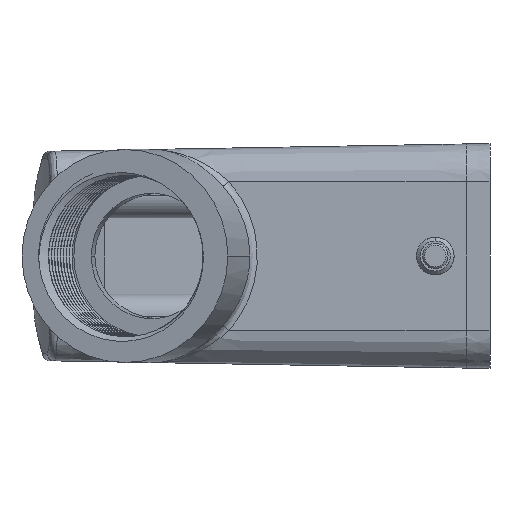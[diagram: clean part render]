
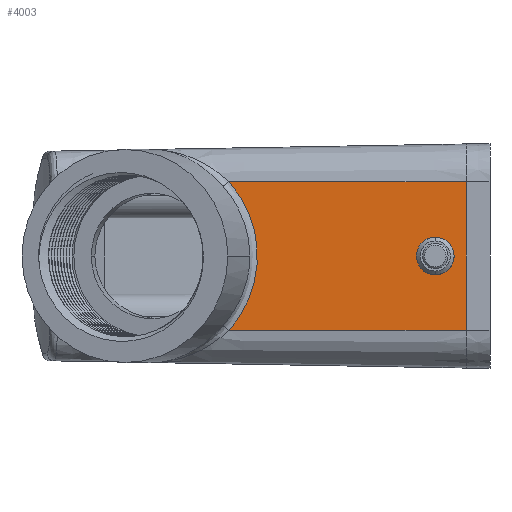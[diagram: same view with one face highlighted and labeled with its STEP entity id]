
A CAD part, left-side view. The second image highlights one B-rep face of the part: STEP entity #4003.
In plain terms, the highlighted planar face has unit normal (-1, 0.018, 0).
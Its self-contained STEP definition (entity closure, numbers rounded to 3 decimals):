
#63 = CARTESIAN_POINT ( 'NONE',  ( -30.9, 34.36, -9.8 ) ) ;
#513 = CARTESIAN_POINT ( 'NONE',  ( -31.5, 0., -9.8 ) ) ;
#704 = EDGE_LOOP ( 'NONE', ( #6173, #1111 ) ) ;
#1111 = ORIENTED_EDGE ( 'NONE', *, *, #1382, .F. ) ;
#1131 = AXIS2_PLACEMENT_3D ( 'NONE', #513, #6216, #1346 ) ;
#1231 = ORIENTED_EDGE ( 'NONE', *, *, #5005, .T. ) ;
#1250 = CARTESIAN_POINT ( 'NONE',  ( -31.288, 12.15, -2.475 ) ) ;
#1294 = CARTESIAN_POINT ( 'NONE',  ( -31.445, 3.15, -9.8 ) ) ;
#1346 = DIRECTION ( 'NONE',  ( -0.017, -1., 0. ) ) ;
#1370 = CARTESIAN_POINT ( 'NONE',  ( -31.461, 2.25, 2.475 ) ) ;
#1382 = EDGE_CURVE ( 'NONE', #5685, #4718, #3862, .T. ) ;
#1427 = CARTESIAN_POINT ( 'NONE',  ( -31.461, 2.25, -2.475 ) ) ;
#1431 = LINE ( 'NONE', #1657, #2867 ) ;
#1515 =( BOUNDED_CURVE ( )  B_SPLINE_CURVE ( 3, ( #4489, #9337, #1250, #6934 ),
 .UNSPECIFIED., .F., .F. ) 
 B_SPLINE_CURVE_WITH_KNOTS ( ( 4, 4 ),
 ( 1.571, 4.712 ),
 .UNSPECIFIED. ) 
 CURVE ( )  GEOMETRIC_REPRESENTATION_ITEM ( )  RATIONAL_B_SPLINE_CURVE ( ( 1., 0.333, 0.333, 1. ) ) 
 REPRESENTATION_ITEM ( '' )  );
#1657 = CARTESIAN_POINT ( 'NONE',  ( -31.5, 0., -9.8 ) ) ;
#1694 = CARTESIAN_POINT ( 'NONE',  ( -31.445, 3.15, 9.8 ) ) ;
#1765 = VECTOR ( 'NONE', #4520, 1000. ) ;
#1881 = VERTEX_POINT ( 'NONE', #63 ) ;
#2060 = EDGE_CURVE ( 'NONE', #4718, #5685, #1515, .T. ) ;
#2074 = EDGE_CURVE ( 'NONE', #8254, #2238, #3918, .T. ) ;
#2147 = PLANE ( 'NONE',  #1131 ) ;
#2238 = VERTEX_POINT ( 'NONE', #1694 ) ;
#2253 = VERTEX_POINT ( 'NONE', #9816 ) ;
#2824 = EDGE_LOOP ( 'NONE', ( #3838, #1231, #3465, #3328 ) ) ;
#2861 = VECTOR ( 'NONE', #8640, 1000. ) ;
#2867 = VECTOR ( 'NONE', #4944, 1000. ) ;
#3102 = CARTESIAN_POINT ( 'NONE',  ( -31.374, 7.2, 2.475 ) ) ;
#3328 = ORIENTED_EDGE ( 'NONE', *, *, #9522, .T. ) ;
#3465 = ORIENTED_EDGE ( 'NONE', *, *, #8595, .T. ) ;
#3838 = ORIENTED_EDGE ( 'NONE', *, *, #2074, .F. ) ;
#3862 =( BOUNDED_CURVE ( )  B_SPLINE_CURVE ( 3, ( #7929, #1427, #1370, #3102 ),
 .UNSPECIFIED., .F., .F. ) 
 B_SPLINE_CURVE_WITH_KNOTS ( ( 4, 4 ),
 ( 4.712, 7.854 ),
 .UNSPECIFIED. ) 
 CURVE ( )  GEOMETRIC_REPRESENTATION_ITEM ( )  RATIONAL_B_SPLINE_CURVE ( ( 1., 0.333, 0.333, 1. ) ) 
 REPRESENTATION_ITEM ( '' )  );
#3918 = LINE ( 'NONE', #6116, #1765 ) ;
#4003 = ADVANCED_FACE ( 'NONE', ( #6570, #8713 ), #2147, .T. ) ;
#4179 = CARTESIAN_POINT ( 'NONE',  ( -30.992, 29.12, -3.896 ) ) ;
#4489 = CARTESIAN_POINT ( 'NONE',  ( -31.374, 7.2, 2.475 ) ) ;
#4520 = DIRECTION ( 'NONE',  ( -0.017, -1., 0. ) ) ;
#4718 = VERTEX_POINT ( 'NONE', #7259 ) ;
#4944 = DIRECTION ( 'NONE',  ( -0.017, -1., 0. ) ) ;
#5005 = EDGE_CURVE ( 'NONE', #8254, #1881, #8008, .T. ) ;
#5685 = VERTEX_POINT ( 'NONE', #6330 ) ;
#6116 = CARTESIAN_POINT ( 'NONE',  ( -31.5, 0., 9.8 ) ) ;
#6173 = ORIENTED_EDGE ( 'NONE', *, *, #2060, .F. ) ;
#6216 = DIRECTION ( 'NONE',  ( -1., 0.017, 0. ) ) ;
#6330 = CARTESIAN_POINT ( 'NONE',  ( -31.374, 7.2, -2.475 ) ) ;
#6547 = CARTESIAN_POINT ( 'NONE',  ( -30.992, 29.12, 3.896 ) ) ;
#6570 = FACE_BOUND ( 'NONE', #704, .T. ) ;
#6934 = CARTESIAN_POINT ( 'NONE',  ( -31.374, 7.2, -2.475 ) ) ;
#7259 = CARTESIAN_POINT ( 'NONE',  ( -31.374, 7.2, 2.475 ) ) ;
#7362 = CARTESIAN_POINT ( 'NONE',  ( -30.9, 34.36, 9.8 ) ) ;
#7929 = CARTESIAN_POINT ( 'NONE',  ( -31.374, 7.2, -2.475 ) ) ;
#8008 =( BOUNDED_CURVE ( )  B_SPLINE_CURVE ( 3, ( #7362, #6547, #4179, #9834 ),
 .UNSPECIFIED., .F., .F. ) 
 B_SPLINE_CURVE_WITH_KNOTS ( ( 4, 4 ),
 ( 2.431, 3.853 ),
 .UNSPECIFIED. ) 
 CURVE ( )  GEOMETRIC_REPRESENTATION_ITEM ( )  RATIONAL_B_SPLINE_CURVE ( ( 1., 0.838, 0.838, 1. ) ) 
 REPRESENTATION_ITEM ( '' )  );
#8048 = CARTESIAN_POINT ( 'NONE',  ( -30.9, 34.36, 9.8 ) ) ;
#8254 = VERTEX_POINT ( 'NONE', #8048 ) ;
#8595 = EDGE_CURVE ( 'NONE', #1881, #2253, #1431, .T. ) ;
#8640 = DIRECTION ( 'NONE',  ( 0., 0., 1. ) ) ;
#8713 = FACE_OUTER_BOUND ( 'NONE', #2824, .T. ) ;
#9312 = LINE ( 'NONE', #1294, #2861 ) ;
#9337 = CARTESIAN_POINT ( 'NONE',  ( -31.288, 12.15, 2.475 ) ) ;
#9522 = EDGE_CURVE ( 'NONE', #2253, #2238, #9312, .T. ) ;
#9816 = CARTESIAN_POINT ( 'NONE',  ( -31.445, 3.15, -9.8 ) ) ;
#9834 = CARTESIAN_POINT ( 'NONE',  ( -30.9, 34.36, -9.8 ) ) ;
